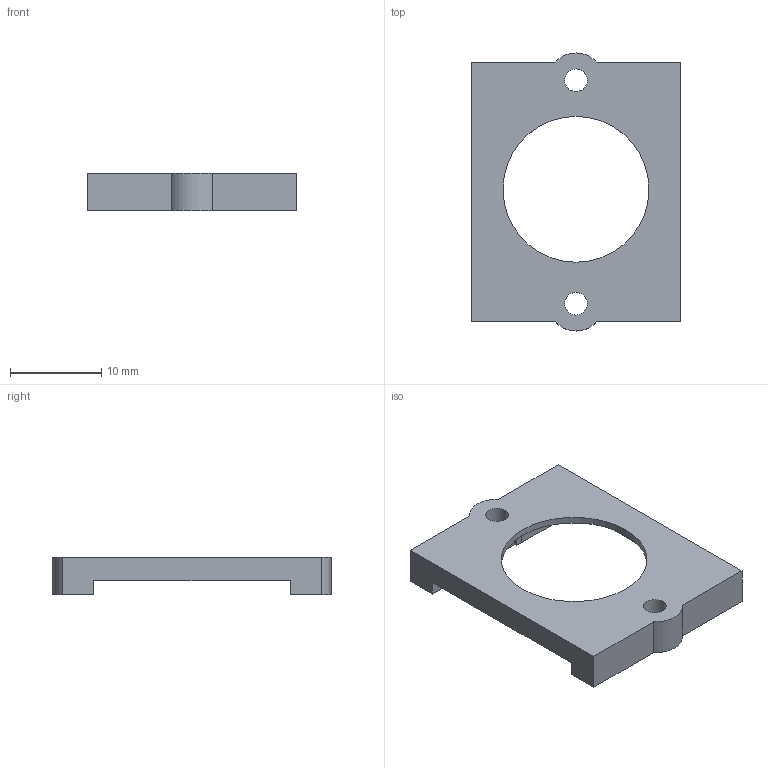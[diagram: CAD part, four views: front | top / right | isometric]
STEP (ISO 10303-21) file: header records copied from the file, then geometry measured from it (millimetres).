
FILE_DESCRIPTION(('FreeCAD Model'),'2;1');
FILE_NAME('sensor_holder.step','2021-08-17T20:18:45',('Author'),(''), 'Open CASCADE STEP processor 7.2','FreeCAD','Unknown');
FILE_SCHEMA(('AUTOMOTIVE_DESIGN { 1 0 10303 214 1 1 1 1 }'));
Length unit declared in the file: millimetre
Products named in the file (1): Sensor_Holder
Bounding box: 23 x 30.5 x 4.15 mm (x, y, z)
Volume: 1098.2 mm3; surface area: 1567.8 mm2
Topology: 1 solids, 1 shells, 37 faces, 102 edges, 66 vertices
Faces by surface type: plane 28, cylinder 9
Full cylindrical faces by diameter (mm): 2.5 x2, 16 x1
Entity records: 2591 total; most frequent: CARTESIAN_POINT 536, DIRECTION 382, LINE 264, VECTOR 264, ORIENTED_EDGE 204, PCURVE 204, DEFINITIONAL_REPRESENTATION 204, EDGE_CURVE 102
